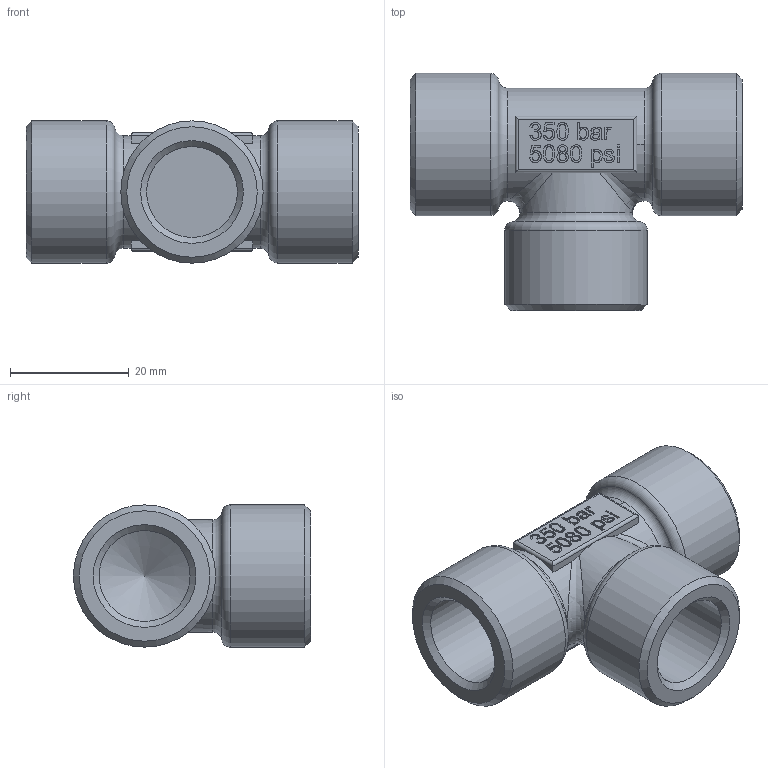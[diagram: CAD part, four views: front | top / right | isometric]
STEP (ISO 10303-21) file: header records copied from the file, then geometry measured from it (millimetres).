
FILE_DESCRIPTION(/* description */ ('Unknown'),/* implementation_level */ '2;1');
FILE_NAME(/* name */ '010005480',/* time_stamp */ '2020-06-15T16:03:51+02:00',/* author */ ('Unknown'),/* organization */ ('Unknown'),/* preprocessor_version */ 'ST-DEVELOPER v16.7',/* originating_system */ 'DEX',/* authorisation */ $);
FILE_SCHEMA (('AUTOMOTIVE_DESIGN {1 0 10303 214 3 1 1}'));
Length unit declared in the file: millimetre
Products named in the file (1): Part2
Bounding box: 56 x 40 x 24 mm (x, y, z)
Volume: 20386 mm3; surface area: 8794 mm2
Topology: 1 solids, 1 shells, 177 faces, 416 edges, 268 vertices
Faces by surface type: plane 99, bspline 35, cylinder 29, cone 8, torus 6
Full cylindrical faces by diameter (mm): 15.33 x6, 19 x2, 24 x3
Entity records: 8157 total; most frequent: CARTESIAN_POINT 3428, ORIENTED_EDGE 734, DIRECTION 563, EDGE_CURVE 367, VERTEX_POINT 257, FACE_BOUND 240, EDGE_LOOP 238, AXIS2_PLACEMENT_3D 212
